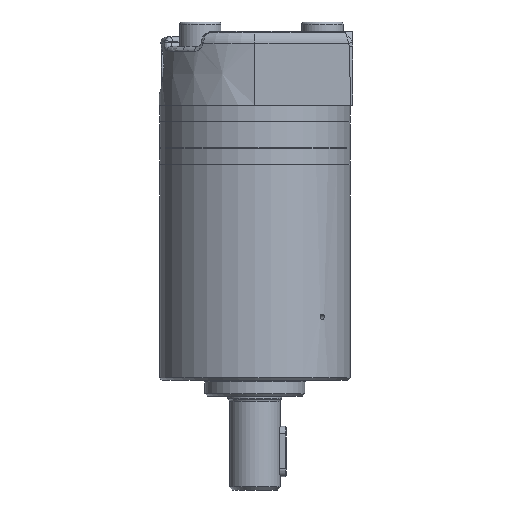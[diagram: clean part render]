
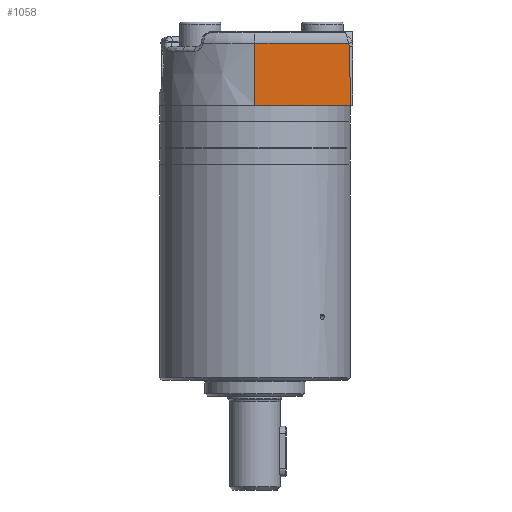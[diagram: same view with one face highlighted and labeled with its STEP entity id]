
A CAD part, left-side view. The second image highlights one B-rep face of the part: STEP entity #1058.
In plain terms, the highlighted planar face has unit normal (-1, 0, 0.026).
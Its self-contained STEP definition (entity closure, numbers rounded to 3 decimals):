
#142=ELLIPSE('',#4556,5.199,3.);
#262=LINE('',#6652,#436);
#265=LINE('',#6681,#439);
#266=LINE('',#6683,#440);
#267=LINE('',#6687,#441);
#436=VECTOR('',#5246,1.);
#439=VECTOR('',#5275,1.);
#440=VECTOR('',#5276,1.);
#441=VECTOR('',#5279,1.);
#1058=ADVANCED_FACE('',(#1465),#1353,.T.);
#1353=PLANE('',#4557);
#1465=FACE_OUTER_BOUND('',#1742,.T.);
#1742=EDGE_LOOP('',(#2335,#2336,#2337,#2338,#2339));
#2335=ORIENTED_EDGE('',*,*,#3770,.T.);
#2336=ORIENTED_EDGE('',*,*,#3757,.T.);
#2337=ORIENTED_EDGE('',*,*,#3771,.T.);
#2338=ORIENTED_EDGE('',*,*,#3772,.T.);
#2339=ORIENTED_EDGE('',*,*,#3773,.T.);
#3333=VERTEX_POINT('',#6651);
#3334=VERTEX_POINT('',#6653);
#3343=VERTEX_POINT('',#6682);
#3344=VERTEX_POINT('',#6684);
#3345=VERTEX_POINT('',#6686);
#3757=EDGE_CURVE('',#3334,#3333,#262,.T.);
#3770=EDGE_CURVE('',#3343,#3334,#265,.T.);
#3771=EDGE_CURVE('',#3333,#3344,#266,.T.);
#3772=EDGE_CURVE('',#3344,#3345,#142,.T.);
#3773=EDGE_CURVE('',#3345,#3343,#267,.T.);
#4556=AXIS2_PLACEMENT_3D('',#6685,#5277,#5278);
#4557=AXIS2_PLACEMENT_3D('',#6688,#5280,#5281);
#5246=DIRECTION('',(0.,-1.,0.));
#5275=DIRECTION('',(-0.026,0.,-1.));
#5276=DIRECTION('',(0.026,0.026,0.999));
#5277=DIRECTION('',(-1.,0.,0.026));
#5278=DIRECTION('',(-0.019,0.688,-0.725));
#5279=DIRECTION('',(0.,1.,0.));
#5280=DIRECTION('',(-1.,0.,0.026));
#5281=DIRECTION('',(0.026,0.,1.));
#6651=CARTESIAN_POINT('',(-30.146,3.833,0.15));
#6652=CARTESIAN_POINT('',(-30.146,17.,0.15));
#6653=CARTESIAN_POINT('',(-30.146,34.,0.15));
#6681=CARTESIAN_POINT('',(-30.15,34.,0.));
#6682=CARTESIAN_POINT('',(-29.635,34.,19.67));
#6683=CARTESIAN_POINT('',(-30.141,3.838,0.344));
#6684=CARTESIAN_POINT('',(-29.657,4.322,18.824));
#6685=CARTESIAN_POINT('',(-29.716,8.509,16.591));
#6686=CARTESIAN_POINT('',(-29.635,4.479,19.67));
#6687=CARTESIAN_POINT('',(-29.635,17.,19.67));
#6688=CARTESIAN_POINT('',(-30.15,17.,0.));
